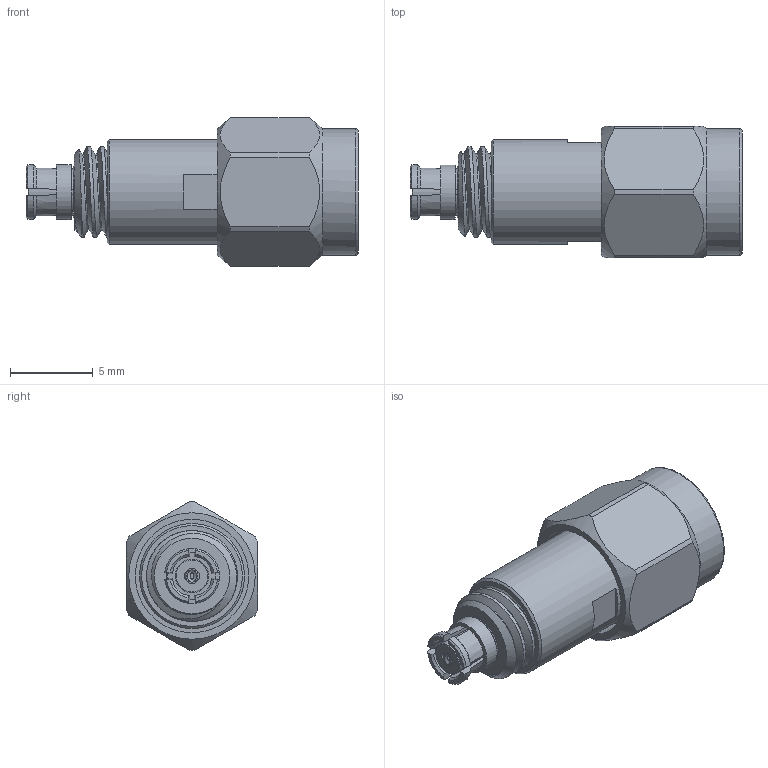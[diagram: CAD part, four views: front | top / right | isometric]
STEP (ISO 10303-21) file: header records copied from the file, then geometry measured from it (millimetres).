
FILE_DESCRIPTION (( 'STEP AP203' ), '1' );
FILE_NAME ('SM8867.step', '2019-10-21T14:22:36', ( '' ), ( '' ), 'SwSTEP 2.0', 'SolidWorks 2018', '' );
FILE_SCHEMA (( 'CONFIG_CONTROL_DESIGN' ));
Length unit declared in the file: inch
Products named in the file (1): SM8867
Bounding box: 20.07 x 7.94 x 8.99 mm (x, y, z)
Volume: 586.5 mm3; surface area: 833.7 mm2
Topology: 2 solids, 4 shells, 140 faces, 363 edges, 250 vertices
Faces by surface type: plane 49, cylinder 38, bspline 27, cone 25, torus 1
Full cylindrical faces by diameter (mm): 0.533 x1, 0.927 x1, 0.94 x1, 1.85 x1, 2.032 x1, 4.572 x1, 6.35 x1, 6.858 x1, 7 x4, 7.641 x1
Entity records: 7336 total; most frequent: CARTESIAN_POINT 4444, ORIENTED_EDGE 646, DIRECTION 474, EDGE_CURVE 323, VERTEX_POINT 233, AXIS2_PLACEMENT_3D 203, EDGE_LOOP 172, FACE_OUTER_BOUND 148
